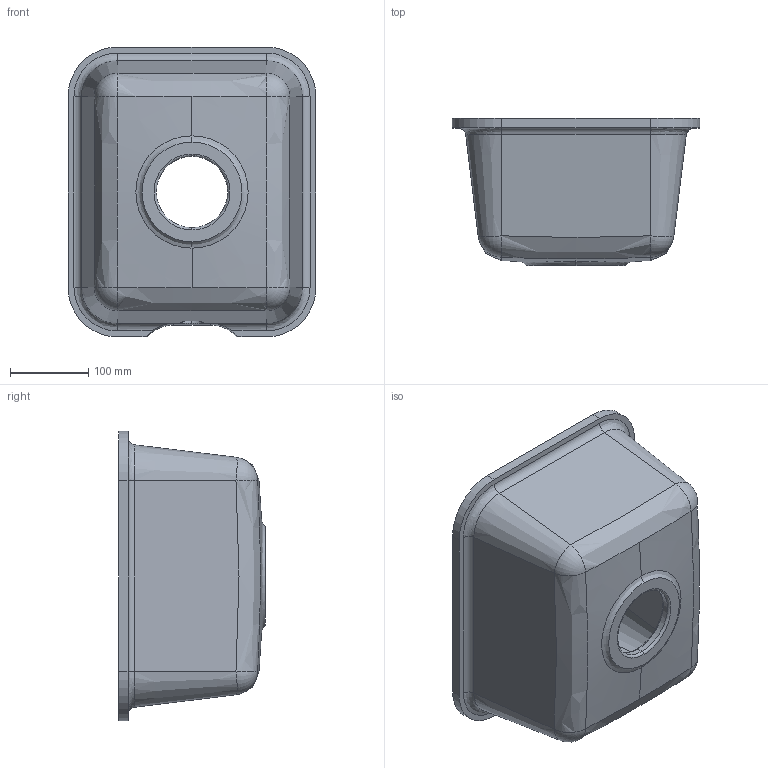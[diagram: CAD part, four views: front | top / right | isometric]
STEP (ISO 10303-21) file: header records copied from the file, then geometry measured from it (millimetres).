
FILE_DESCRIPTION (( 'STEP AP214' ), '1' );
FILE_NAME ('809_ACABADA_OVFL.STEP', '2020-02-04T09:15:35', ( '' ), ( '' ), 'SwSTEP 2.0', 'SolidWorks 2014', '' );
FILE_SCHEMA (( 'AUTOMOTIVE_DESIGN' ));
Length unit declared in the file: millimetre
Products named in the file (1): 809_ACABADA_OVFL
Bounding box: 316.65 x 187.55 x 370.11 mm (x, y, z)
Volume: 2823882 mm3; surface area: 526198.8 mm2
Topology: 1 solids, 1 shells, 80 faces, 197 edges, 114 vertices
Faces by surface type: bspline 32, plane 19, cone 18, cylinder 11
Entity records: 10578 total; most frequent: CARTESIAN_POINT 7997, ORIENTED_EDGE 386, DIRECTION 299, EDGE_CURVE 193, AXIS2_PLACEMENT_3D 115, VERTEX_POINT 114, UNCERTAINTY_MEASURE_WITH_UNIT 83, EDGE_LOOP 83
